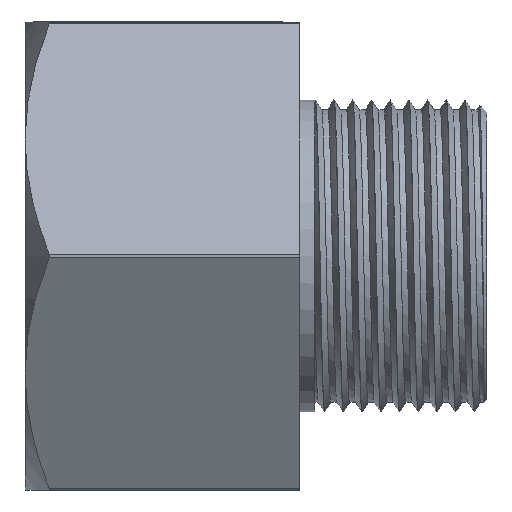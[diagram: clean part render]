
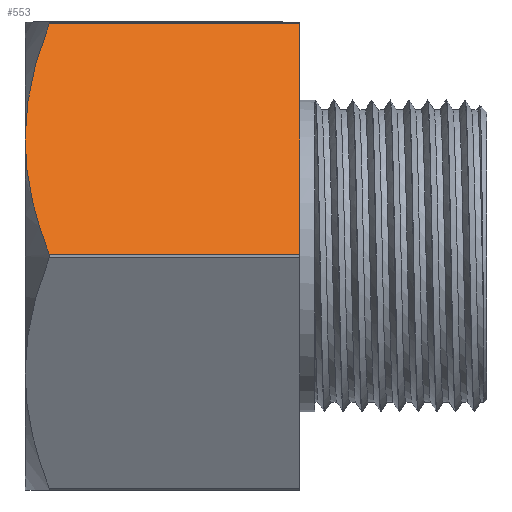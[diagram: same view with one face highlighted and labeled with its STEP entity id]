
A CAD part, front view. The second image highlights one B-rep face of the part: STEP entity #553.
In plain terms, the highlighted planar face has unit normal (0, -0.866, 0.5).
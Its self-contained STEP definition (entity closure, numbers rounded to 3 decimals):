
#19=LINE('',#4513,#37);
#20=LINE('',#4515,#38);
#21=LINE('',#4517,#39);
#37=VECTOR('',#701,10.);
#38=VECTOR('',#702,10.);
#39=VECTOR('',#703,10.);
#54=(
BOUNDED_CURVE()
B_SPLINE_CURVE(2,(#4509,#4510,#4511),.UNSPECIFIED.,.F.,.F.)
B_SPLINE_CURVE_WITH_KNOTS((3,3),(0.,1.086),.UNSPECIFIED.)
CURVE()
GEOMETRIC_REPRESENTATION_ITEM()
RATIONAL_B_SPLINE_CURVE((1.,1.037,1.))
REPRESENTATION_ITEM('')
);
#55=(
BOUNDED_CURVE()
B_SPLINE_CURVE(2,(#4518,#4519,#4520),.UNSPECIFIED.,.F.,.F.)
B_SPLINE_CURVE_WITH_KNOTS((3,3),(1.086,2.171),
 .UNSPECIFIED.)
CURVE()
GEOMETRIC_REPRESENTATION_ITEM()
RATIONAL_B_SPLINE_CURVE((1.,1.037,1.))
REPRESENTATION_ITEM('')
);
#67=PLANE('',#606);
#115=FACE_OUTER_BOUND('',#156,.T.);
#156=EDGE_LOOP('',(#428,#429,#430,#431,#432));
#262=VERTEX_POINT('',#4507);
#263=VERTEX_POINT('',#4508);
#264=VERTEX_POINT('',#4512);
#265=VERTEX_POINT('',#4514);
#266=VERTEX_POINT('',#4516);
#324=EDGE_CURVE('',#262,#263,#54,.T.);
#325=EDGE_CURVE('',#264,#262,#19,.T.);
#326=EDGE_CURVE('',#265,#264,#20,.T.);
#327=EDGE_CURVE('',#266,#265,#21,.T.);
#328=EDGE_CURVE('',#263,#266,#55,.T.);
#428=ORIENTED_EDGE('',*,*,#324,.F.);
#429=ORIENTED_EDGE('',*,*,#325,.F.);
#430=ORIENTED_EDGE('',*,*,#326,.F.);
#431=ORIENTED_EDGE('',*,*,#327,.F.);
#432=ORIENTED_EDGE('',*,*,#328,.F.);
#553=ADVANCED_FACE('',(#115),#67,.F.);
#606=AXIS2_PLACEMENT_3D('',#4506,#699,#700);
#699=DIRECTION('center_axis',(0.,0.866,-0.5));
#700=DIRECTION('ref_axis',(0.,0.5,0.866));
#701=DIRECTION('',(-1.,0.,0.));
#702=DIRECTION('',(0.,-0.5,-0.866));
#703=DIRECTION('',(1.,0.,0.));
#4506=CARTESIAN_POINT('Origin',(-37.,-21.562,0.154));
#4507=CARTESIAN_POINT('',(-35.08,-21.562,0.154));
#4508=CARTESIAN_POINT('',(-37.,-16.238,9.375));
#4509=CARTESIAN_POINT('Ctrl Pts',(-35.08,-21.562,0.154));
#4510=CARTESIAN_POINT('Ctrl Pts',(-37.,-18.714,5.086));
#4511=CARTESIAN_POINT('Ctrl Pts',(-37.,-16.238,9.375));
#4512=CARTESIAN_POINT('',(-15.,-21.562,0.154));
#4513=CARTESIAN_POINT('',(-26.,-21.562,0.154));
#4514=CARTESIAN_POINT('',(-15.,-10.914,18.596));
#4515=CARTESIAN_POINT('',(-15.,-17.337,7.471));
#4516=CARTESIAN_POINT('',(-35.08,-10.914,18.596));
#4517=CARTESIAN_POINT('',(-26.,-10.914,18.596));
#4518=CARTESIAN_POINT('Ctrl Pts',(-37.,-16.238,9.375));
#4519=CARTESIAN_POINT('Ctrl Pts',(-37.,-13.762,13.664));
#4520=CARTESIAN_POINT('Ctrl Pts',(-35.08,-10.914,18.596));
